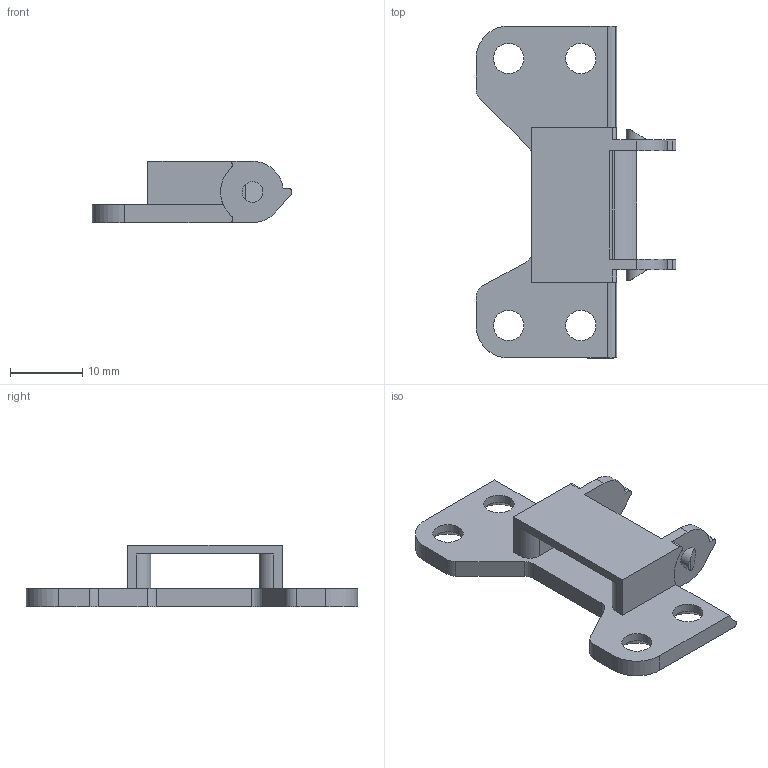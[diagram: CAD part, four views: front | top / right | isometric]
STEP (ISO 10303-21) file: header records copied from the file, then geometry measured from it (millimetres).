
FILE_DESCRIPTION(/* description */ (''),/* implementation_level */ '2;1');
FILE_NAME(/* name */ 'Dragchain ende v9.step',/* time_stamp */ '2025-12-19T12:20:15+01:00',/* author */ (''),/* organization */ (''),/* preprocessor_version */ 'ST-DEVELOPER v20.1',/* originating_system */ 'Autodesk Translation Framework v14.21.0.0',/* authorisation */ '');
FILE_SCHEMA (('AUTOMOTIVE_DESIGN { 1 0 10303 214 3 1 1 }'));
Length unit declared in the file: millimetre
Products named in the file (1): dragchain ende
Bounding box: 27.7 x 46 x 8.5 mm (x, y, z)
Volume: 2362.9 mm3; surface area: 2769.2 mm2
Topology: 1 solids, 1 shells, 64 faces, 178 edges, 116 vertices
Faces by surface type: cylinder 30, plane 30, cone 4
Full cylindrical faces by diameter (mm): 4.2 x4
Entity records: 2121 total; most frequent: DIRECTION 378, CARTESIAN_POINT 359, ORIENTED_EDGE 356, EDGE_CURVE 178, AXIS2_PLACEMENT_3D 135, VERTEX_POINT 116, LINE 108, VECTOR 108
